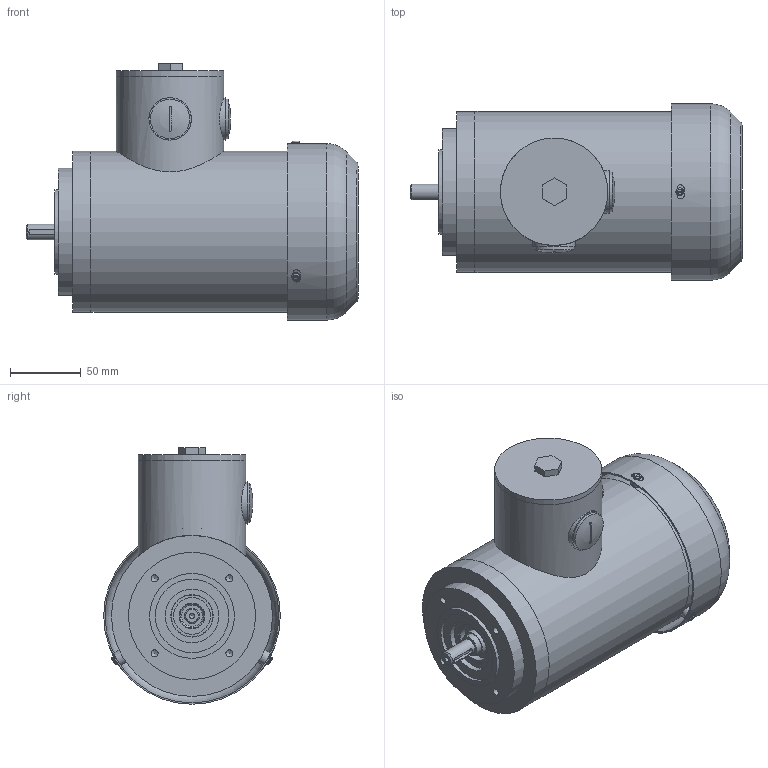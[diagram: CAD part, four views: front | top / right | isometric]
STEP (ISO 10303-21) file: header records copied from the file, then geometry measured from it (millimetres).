
FILE_DESCRIPTION(/* description */ (''),/* implementation_level */ '2;1');
FILE_NAME(/* name */ 'TEFC 63-2A FT75 0,18KW',/* time_stamp */ '2019-08-14T11:54:54+02:00',/* author */ (''),/* organization */ (''),/* preprocessor_version */ 'ST-DEVELOPER v16.5',/* originating_system */ 'HiCAD 2017 2201.1 Build 351',/* authorisation */ '');
FILE_SCHEMA (('AUTOMOTIVE_DESIGN { 1 0 10303 214 1 1 1 1 }'));
Length unit declared in the file: millimetre
Products named in the file (42): Root; TEFC 63-4 IMB14 FT75 0,18kW_Baugruppe; Wellendichtring VIA-15A 15x30x7; FLANSCH IMB14 FT75; Flansch IMB14 FT75; GEHÄUSE BG 63; ROTATIONSTEIL_0; Klemmkasten Ø76; Blindverschraubung M20x1,5; TRANSLATIONSTEIL_2; Deckel Ø 76; B-SCHILD; Hutmuttern_0; DIN 1587-M5-6_Hutmuttern_0; Normteilgruppe _0; DIN 6796-6-FSt_Scheiben_0; B-schild; WELLE Ø11X216,5; DIN 625 - 6202_Kugellager_0; N625KUG; Welle Ø11x216,5; Haube TEFC 63; ISO 1580-M3x5-A2-50_Flachkopfschrauben; Lüfter TEFC 63; ROTATIONSTEIL_1; Gewindestangen M5; DIN 471-12x1_Sicherungsringe
Assembly tree (41 placements, depth 6):
  Root
    TEFC 63-4 IMB14 FT75 0,18kW_Baugruppe
      Wellendichtring VIA-15A 15x30x7
      FLANSCH IMB14 FT75
        Flansch IMB14 FT75
      GEHÄUSE BG 63
        ROTATIONSTEIL_0
        Klemmkasten Ø76
          Blindverschraubung M20x1,5
            TRANSLATIONSTEIL_2
          Blindverschraubung M20x1,5
            TRANSLATIONSTEIL_2
          Deckel Ø 76
      B-SCHILD
        Hutmuttern_0
          DIN 1587-M5-6_Hutmuttern_0
          DIN 1587-M5-6_Hutmuttern_0
          DIN 1587-M5-6_Hutmuttern_0
          DIN 1587-M5-6_Hutmuttern_0
        Normteilgruppe _0
          DIN 6796-6-FSt_Scheiben_0
          DIN 6796-6-FSt_Scheiben_0
          DIN 6796-6-FSt_Scheiben_0
          DIN 6796-6-FSt_Scheiben_0
        B-schild
      WELLE Ø11X216,5
        DIN 625 - 6202_Kugellager_0
          N625KUG
          N625KUG
        DIN 625 - 6202_Kugellager_0
          N625KUG
          N625KUG
        Welle Ø11x216,5
      Haube TEFC 63
        ROTATIONSTEIL_0
        ISO 1580-M3x5-A2-50_Flachkopfschrauben
        ISO 1580-M3x5-A2-50_Flachkopfschrauben
        ISO 1580-M3x5-A2-50_Flachkopfschrauben
      Lüfter TEFC 63
        ROTATIONSTEIL_1
      Gewindestangen M5
      DIN 471-12x1_Sicherungsringe
Bounding box: 234.99 x 125 x 181.5 mm (x, y, z)
Volume: 497213 mm3; surface area: 340300.3 mm2
Topology: 44 solids, 44 shells, 823 faces, 1855 edges, 1169 vertices
Faces by surface type: cylinder 341, plane 297, torus 86, cone 65, bspline 24, sphere 10
Full cylindrical faces by diameter (mm): 1.7 x2, 3 x3, 3.5 x1, 4.019 x4, 4.387 x4, 5 x8, 5.3 x4, 5.6 x3, 6.4 x4, 7.5 x4, 10 x4, 10.2 x1, 11 x1, 11.7 x2, 12 x1, 14 x4, 14.6 x1, 15 x6, 17 x2, 17.6 x1, 18 x7, 18.177 x1, 18.5 x2, 20 x3, 20.3 x4, 21 x1, 21.52 x4, 26 x2, 28 x4, 28.48 x4
Entity records: 45898 total; most frequent: CARTESIAN_POINT 11874, DIRECTION 4000, PRESENTATION_STYLE_ASSIGNMENT 3192, COLOUR_RGB 3161, DRAUGHTING_PRE_DEFINED_CURVE_FONT 3154, CURVE_STYLE 3154, OVER_RIDING_STYLED_ITEM 3154, ORIENTED_EDGE 3154
